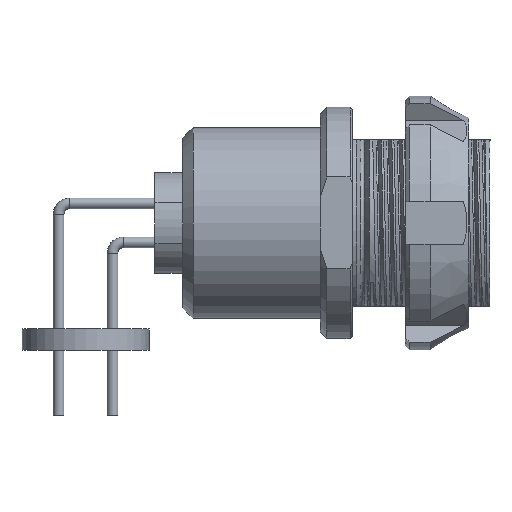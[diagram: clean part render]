
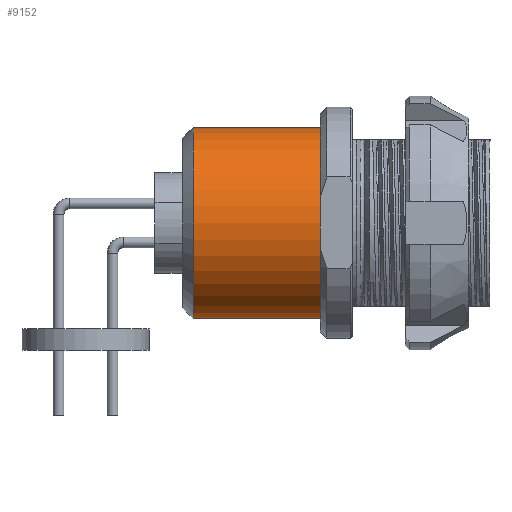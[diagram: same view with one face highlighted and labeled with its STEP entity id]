
A CAD part, left-side view. The second image highlights one B-rep face of the part: STEP entity #9152.
In plain terms, the highlighted cylindrical face has radius 4.5 mm (diameter 9 mm), a partial arc.
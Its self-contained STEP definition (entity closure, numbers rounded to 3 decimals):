
#9084=CARTESIAN_POINT('',(0.,-5.07,1.5));
#9085=VERTEX_POINT('',#9084);
#9094=CARTESIAN_POINT('',(0.,-5.07,10.5));
#9095=VERTEX_POINT('',#9094);
#9096=CARTESIAN_POINT('',(0.,-5.07,6.0));
#9097=DIRECTION('',(0.0,1.0,0.0));
#9098=DIRECTION('',(0.0,0.0,-1.0));
#9099=AXIS2_PLACEMENT_3D('',#9096,#9097,#9098);
#9100=CIRCLE('',#9099,4.5);
#9101=EDGE_CURVE('',#9085,#9095,#9100,.T.);
#9121=CARTESIAN_POINT('',(0.,-11.395,6.0));
#9122=DIRECTION('',(0.,1.0,0.));
#9123=DIRECTION('',(0.0,0.0,1.0));
#9124=AXIS2_PLACEMENT_3D('',#9121,#9122,#9123);
#9125=CYLINDRICAL_SURFACE('',#9124,4.5);
#9126=CARTESIAN_POINT('',(0.,-11.07,10.5));
#9127=VERTEX_POINT('',#9126);
#9128=CARTESIAN_POINT('',(0.,-5.07,10.5));
#9129=DIRECTION('',(0.0,-1.0,0.0));
#9130=VECTOR('',#9129,6.0);
#9131=LINE('',#9128,#9130);
#9132=EDGE_CURVE('',#9095,#9127,#9131,.T.);
#9133=ORIENTED_EDGE('',*,*,#9132,.F.);
#9134=ORIENTED_EDGE('',*,*,#9101,.F.);
#9135=CARTESIAN_POINT('',(0.,-11.07,1.5));
#9136=VERTEX_POINT('',#9135);
#9137=CARTESIAN_POINT('',(0.,-5.07,1.5));
#9138=DIRECTION('',(0.0,-1.0,0.0));
#9139=VECTOR('',#9138,6.);
#9140=LINE('',#9137,#9139);
#9141=EDGE_CURVE('',#9085,#9136,#9140,.T.);
#9142=ORIENTED_EDGE('',*,*,#9141,.T.);
#9143=CARTESIAN_POINT('',(0.,-11.07,6.0));
#9144=DIRECTION('',(0.0,-1.0,0.0));
#9145=DIRECTION('',(0.0,0.0,1.0));
#9146=AXIS2_PLACEMENT_3D('',#9143,#9144,#9145);
#9147=CIRCLE('',#9146,4.5);
#9148=EDGE_CURVE('',#9127,#9136,#9147,.T.);
#9149=ORIENTED_EDGE('',*,*,#9148,.F.);
#9150=EDGE_LOOP('',(#9133,#9134,#9142,#9149));
#9151=FACE_OUTER_BOUND('',#9150,.T.);
#9152=ADVANCED_FACE('',(#9151),#9125,.T.);
